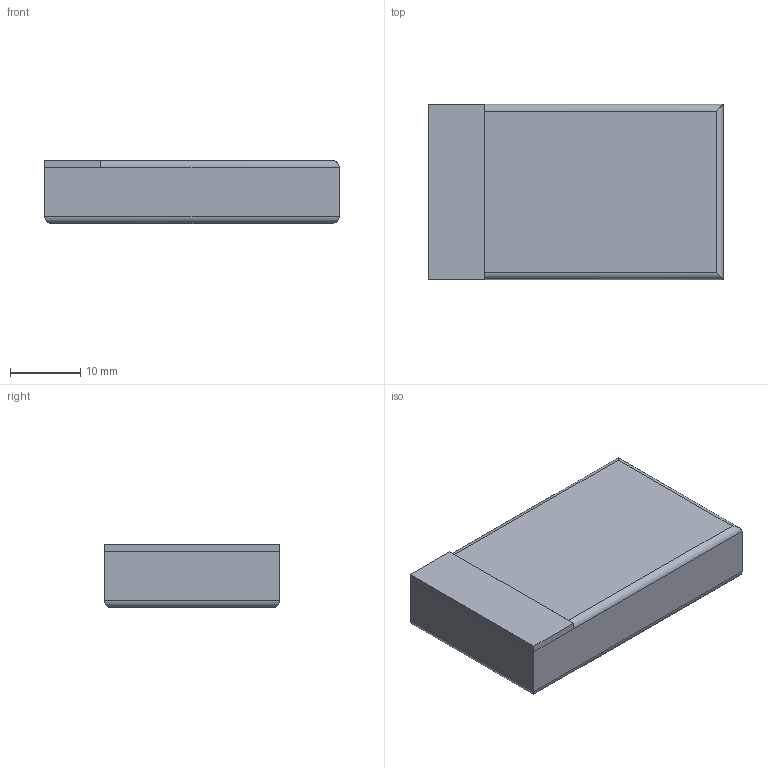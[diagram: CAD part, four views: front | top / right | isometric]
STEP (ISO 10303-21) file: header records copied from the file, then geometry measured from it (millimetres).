
FILE_DESCRIPTION(('FreeCAD Model'),'2;1');
FILE_NAME('Open CASCADE Shape Model','2023-05-10T11:13:21',('Author'),( ''),'Open CASCADE STEP processor 7.6','FreeCAD','Unknown');
FILE_SCHEMA(('AUTOMOTIVE_DESIGN { 1 0 10303 214 1 1 1 1 }'));
Length unit declared in the file: millimetre
Products named in the file (3): Part; Body; Body001
Assembly tree (2 placements, depth 2):
  Part
    Body
    Body001
Bounding box: 42 x 25 x 9 mm (x, y, z)
Volume: 9401.9 mm3; surface area: 3657.3 mm2
Topology: 2 solids, 2 shells, 21 faces, 43 edges, 26 vertices
Faces by surface type: plane 14, cylinder 7
Entity records: 1229 total; most frequent: CARTESIAN_POINT 269, DIRECTION 172, LINE 107, VECTOR 107, ORIENTED_EDGE 86, PCURVE 86, DEFINITIONAL_REPRESENTATION 86, EDGE_CURVE 43
